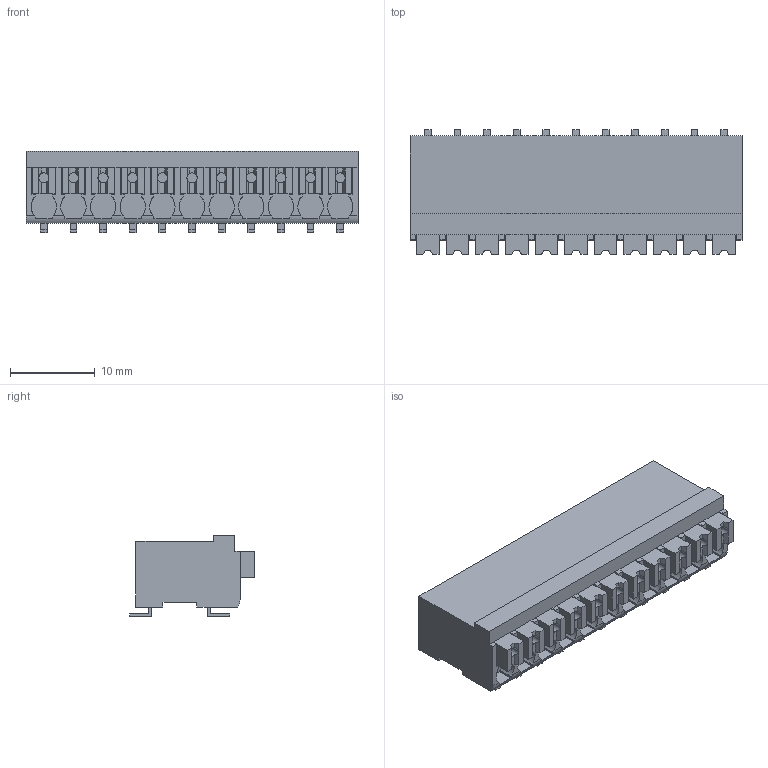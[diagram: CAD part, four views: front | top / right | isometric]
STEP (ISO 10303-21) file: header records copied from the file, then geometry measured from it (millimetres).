
FILE_DESCRIPTION(('CATIA V5 STEP','CAx-IF Rec.Pracs.--- Model Styling and Organization---1.2---2011-12-15'),'2;1');
FILE_NAME ('D1452222_0_1473620000_1473620000.stp','2018-09-01T16:24:01+00:00',('none'),('Weidmueller'),'CATIA Version 5-6 Release 2014','CATIA V5 STEP AP214','none');
FILE_SCHEMA(('AUTOMOTIVE_DESIGN { 1 0 10303 214 1 1 1 1 }'));
Length unit declared in the file: millimetre
Products named in the file (1): 1473620000
Bounding box: 39.2 x 14.75 x 9.65 mm (x, y, z)
Volume: 3634.2 mm3; surface area: 3167.6 mm2
Topology: 34 solids, 34 shells, 554 faces, 1436 edges, 950 vertices
Faces by surface type: plane 487, cylinder 67
Entity records: 15604 total; most frequent: CARTESIAN_POINT 3214, ORIENTED_EDGE 2872, DIRECTION 1924, EDGE_CURVE 1436, VECTOR 1170, LINE 1170, VERTEX_POINT 950, EDGE_LOOP 576
